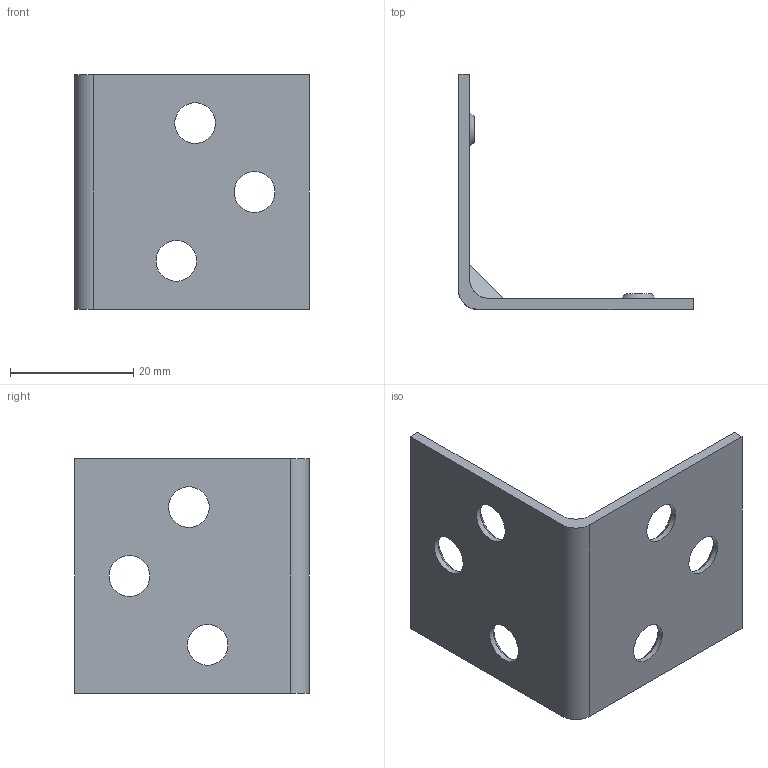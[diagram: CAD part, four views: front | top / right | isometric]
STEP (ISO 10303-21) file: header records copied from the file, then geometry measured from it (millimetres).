
FILE_DESCRIPTION(/* description */ ('Alibre Inc.'),/* implementation_level */ '2;1');
FILE_NAME(/* name */ 'export0',/* time_stamp */ '2015-12-04T23:39:02-06:00',/* author */ (''),/* organization */ (''),/* preprocessor_version */ 'ST-DEVELOPER v14',/* originating_system */ 'Alibre',/* authorisation */ '');
FILE_SCHEMA (('CONFIG_CONTROL_DESIGN'));
Length unit declared in the file: centimetre
Products named in the file (1): ID_1
Bounding box: 38.1 x 38.1 x 38.1 mm (x, y, z)
Volume: 4761 mm3; surface area: 5750.8 mm2
Topology: 1 solids, 1 shells, 42 faces, 112 edges, 76 vertices
Faces by surface type: plane 22, cone 10, cylinder 10
Full cylindrical faces by diameter (mm): 6.604 x6
Entity records: 1213 total; most frequent: CARTESIAN_POINT 188, DIRECTION 174, ORIENTED_EDGE 172, EDGE_CURVE 86, EDGE_LOOP 74, FACE_BOUND 74, AXIS2_PLACEMENT_3D 74, VERTEX_POINT 66
